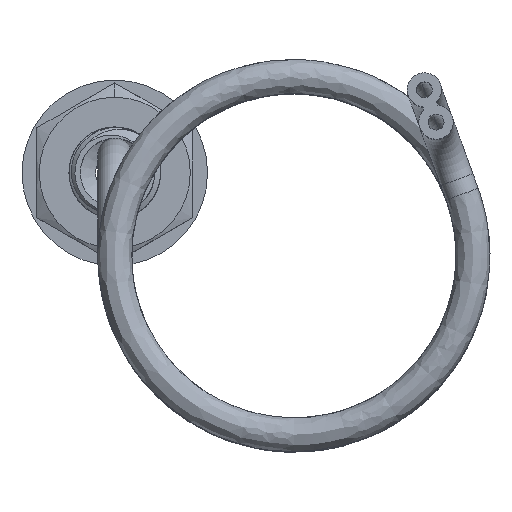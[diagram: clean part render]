
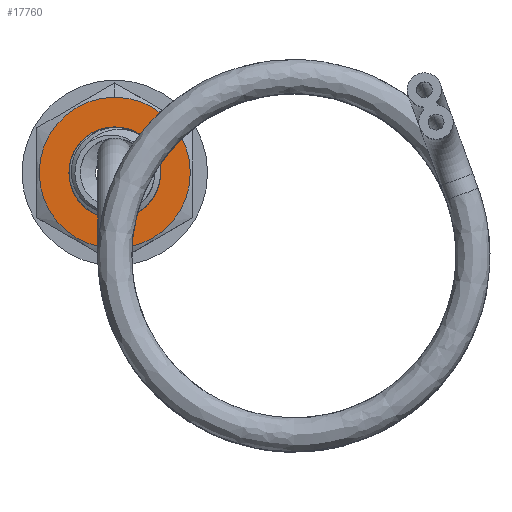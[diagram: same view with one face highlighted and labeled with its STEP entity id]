
A CAD part, top view. The second image highlights one B-rep face of the part: STEP entity #17760.
In plain terms, the highlighted face is planar.
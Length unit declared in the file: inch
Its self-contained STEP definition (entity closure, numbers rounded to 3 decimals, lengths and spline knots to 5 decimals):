
#17011=CARTESIAN_POINT('',(0.,0.13696,0.));
#17012=DIRECTION('',(0.,1.,0.));
#17013=DIRECTION('',(0.,0.,1.));
#17014=AXIS2_PLACEMENT_3D('',#17011,#17012,#17013);
#17024=CARTESIAN_POINT('',(0.,0.13696,0.));
#17025=DIRECTION('',(0.,1.,0.));
#17026=DIRECTION('',(0.,0.,-1.));
#17027=AXIS2_PLACEMENT_3D('',#17024,#17025,#17026);
#17622=CARTESIAN_POINT('',(0.,0.13696,0.));
#17623=DIRECTION('',(0.,-1.,0.));
#17624=DIRECTION('',(0.,0.,1.));
#17625=AXIS2_PLACEMENT_3D('',#17622,#17623,#17624);
#17631=CARTESIAN_POINT('',(0.,0.13696,0.));
#17632=DIRECTION('',(0.,-1.,0.));
#17633=DIRECTION('',(0.,0.,-1.));
#17634=AXIS2_PLACEMENT_3D('',#17631,#17632,#17633);
#17645=CARTESIAN_POINT('',(0.,0.13696,0.19093));
#17646=CARTESIAN_POINT('',(0.,0.13696,-0.19093));
#17647=VERTEX_POINT('',#17645);
#17648=VERTEX_POINT('',#17646);
#17677=CARTESIAN_POINT('',(0.,0.13696,-0.10462));
#17678=VERTEX_POINT('',#17677);
#17703=CARTESIAN_POINT('',(0.,0.13696,0.10462));
#17704=VERTEX_POINT('',#17703);
#17744=CARTESIAN_POINT('',(0.09843,0.13696,0.));
#17745=DIRECTION('',(0.,1.,0.));
#17746=DIRECTION('',(0.,0.,1.));
#17747=AXIS2_PLACEMENT_3D('',#17744,#17745,#17746);
#17748=PLANE('',#17747);
#17749=ORIENTED_EDGE('',*,*,#17729,.F.);
#17751=ORIENTED_EDGE('',*,*,#17750,.F.);
#17752=EDGE_LOOP('',(#17749,#17751));
#17753=FACE_OUTER_BOUND('',#17752,.F.);
#17755=ORIENTED_EDGE('',*,*,#17754,.F.);
#17757=ORIENTED_EDGE('',*,*,#17756,.F.);
#17758=EDGE_LOOP('',(#17755,#17757));
#17759=FACE_BOUND('',#17758,.F.);
#17760=ADVANCED_FACE('',(#17753,#17759),#17748,.T.);
#17015=CIRCLE('',#17014,0.19093);
#17028=CIRCLE('',#17027,0.19093);
#17626=CIRCLE('',#17625,0.10462);
#17635=CIRCLE('',#17634,0.10462);
#17729=EDGE_CURVE('',#17647,#17648,#17015,.T.);
#17750=EDGE_CURVE('',#17648,#17647,#17028,.T.);
#17754=EDGE_CURVE('',#17678,#17704,#17635,.T.);
#17756=EDGE_CURVE('',#17704,#17678,#17626,.T.);
